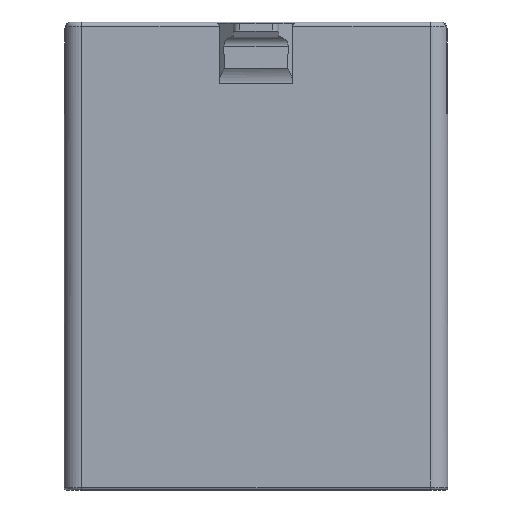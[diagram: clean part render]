
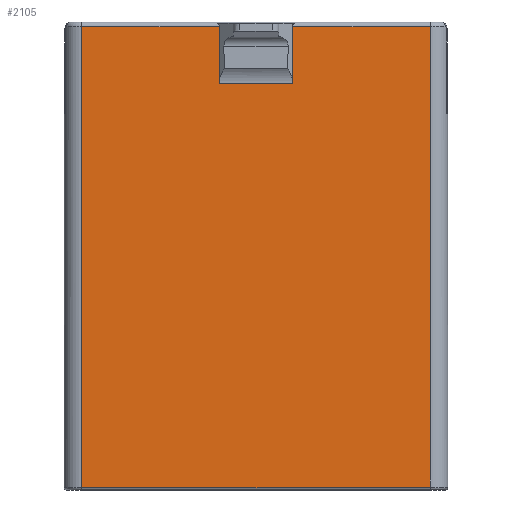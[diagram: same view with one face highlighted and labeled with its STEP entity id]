
A CAD part, front view. The second image highlights one B-rep face of the part: STEP entity #2105.
In plain terms, the highlighted planar face has unit normal (0, -1, 0).
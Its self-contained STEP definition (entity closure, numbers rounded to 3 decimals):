
#78=PLANE('',#2266);
#139=FACE_OUTER_BOUND('',#257,.T.);
#257=EDGE_LOOP('',(#1447,#1448,#1449,#1450,#1451,#1452,#1453,#1454,#1455));
#384=LINE('',#3157,#577);
#390=LINE('',#3190,#583);
#393=LINE('',#3213,#586);
#394=LINE('',#3215,#587);
#395=LINE('',#3217,#588);
#396=LINE('',#3219,#589);
#397=LINE('',#3221,#590);
#398=LINE('',#3223,#591);
#399=LINE('',#3224,#592);
#577=VECTOR('',#2514,10.);
#583=VECTOR('',#2554,10.);
#586=VECTOR('',#2561,10.);
#587=VECTOR('',#2562,10.);
#588=VECTOR('',#2563,10.);
#589=VECTOR('',#2564,10.);
#590=VECTOR('',#2565,5.5);
#591=VECTOR('',#2566,10.);
#592=VECTOR('',#2567,10.);
#874=VERTEX_POINT('',#3150);
#876=VERTEX_POINT('',#3156);
#886=VERTEX_POINT('',#3189);
#891=VERTEX_POINT('',#3212);
#892=VERTEX_POINT('',#3214);
#893=VERTEX_POINT('',#3216);
#894=VERTEX_POINT('',#3218);
#895=VERTEX_POINT('',#3220);
#896=VERTEX_POINT('',#3222);
#1087=EDGE_CURVE('',#874,#876,#384,.T.);
#1104=EDGE_CURVE('',#876,#886,#390,.T.);
#1110=EDGE_CURVE('',#891,#874,#393,.T.);
#1111=EDGE_CURVE('',#891,#892,#394,.T.);
#1112=EDGE_CURVE('',#893,#892,#395,.T.);
#1113=EDGE_CURVE('',#893,#894,#396,.T.);
#1114=EDGE_CURVE('',#895,#894,#397,.T.);
#1115=EDGE_CURVE('',#895,#896,#398,.T.);
#1116=EDGE_CURVE('',#886,#896,#399,.T.);
#1447=ORIENTED_EDGE('',*,*,#1087,.F.);
#1448=ORIENTED_EDGE('',*,*,#1110,.F.);
#1449=ORIENTED_EDGE('',*,*,#1111,.T.);
#1450=ORIENTED_EDGE('',*,*,#1112,.F.);
#1451=ORIENTED_EDGE('',*,*,#1113,.T.);
#1452=ORIENTED_EDGE('',*,*,#1114,.F.);
#1453=ORIENTED_EDGE('',*,*,#1115,.T.);
#1454=ORIENTED_EDGE('',*,*,#1116,.F.);
#1455=ORIENTED_EDGE('',*,*,#1104,.F.);
#2105=ADVANCED_FACE('',(#139),#78,.T.);
#2266=AXIS2_PLACEMENT_3D('',#3211,#2559,#2560);
#2514=DIRECTION('',(-1.,0.,0.));
#2554=DIRECTION('',(0.,0.,1.));
#2559=DIRECTION('center_axis',(0.,-1.,0.));
#2560=DIRECTION('ref_axis',(1.,0.,0.));
#2561=DIRECTION('',(0.,0.,-1.));
#2562=DIRECTION('',(0.,0.,1.));
#2563=DIRECTION('',(1.,0.,0.));
#2564=DIRECTION('',(0.,0.,-1.));
#2565=DIRECTION('',(1.,0.,0.));
#2566=DIRECTION('',(0.,0.,1.));
#2567=DIRECTION('',(1.,0.,0.));
#3150=CARTESIAN_POINT('',(38.1,-7.9,-1.7));
#3156=CARTESIAN_POINT('',(-38.1,-7.9,-1.7));
#3157=CARTESIAN_POINT('',(-19.05,-7.9,-1.7));
#3189=CARTESIAN_POINT('',(-38.1,-7.9,99.));
#3190=CARTESIAN_POINT('',(-38.1,-7.9,0.));
#3211=CARTESIAN_POINT('Origin',(-38.1,-7.9,0.));
#3212=CARTESIAN_POINT('',(38.1,-7.9,0.));
#3213=CARTESIAN_POINT('',(38.1,-7.9,0.));
#3214=CARTESIAN_POINT('',(38.1,-7.9,99.));
#3215=CARTESIAN_POINT('',(38.1,-7.9,0.));
#3216=CARTESIAN_POINT('',(8.,-7.9,99.));
#3217=CARTESIAN_POINT('',(-19.05,-7.9,99.));
#3218=CARTESIAN_POINT('',(8.,-7.9,86.55));
#3219=CARTESIAN_POINT('',(8.,-7.9,23.691));
#3220=CARTESIAN_POINT('',(-8.,-7.9,86.55));
#3221=CARTESIAN_POINT('',(0.,-7.9,86.55));
#3222=CARTESIAN_POINT('',(-8.,-7.9,99.));
#3223=CARTESIAN_POINT('',(-8.,-7.9,23.691));
#3224=CARTESIAN_POINT('',(-19.05,-7.9,99.));
